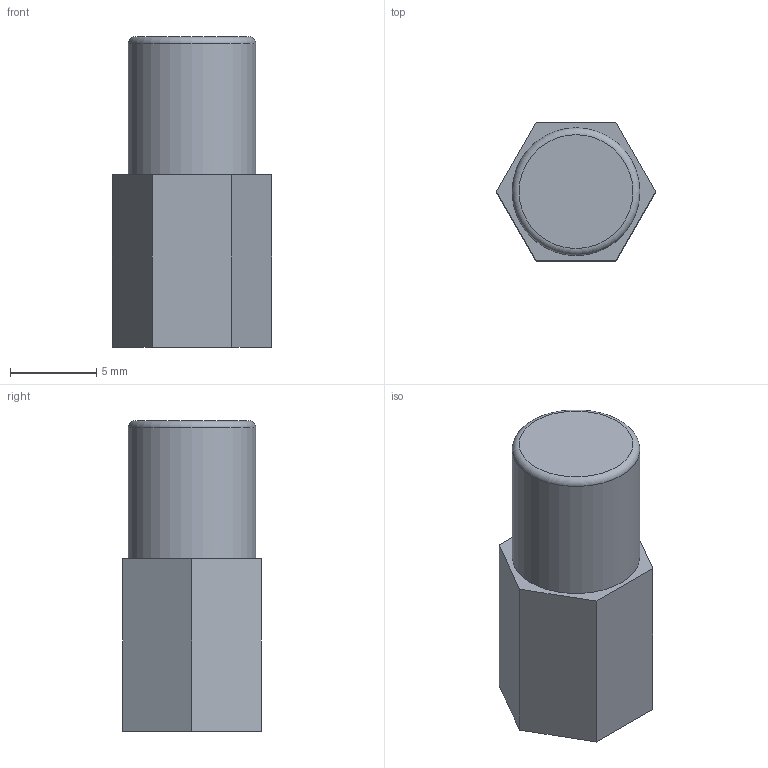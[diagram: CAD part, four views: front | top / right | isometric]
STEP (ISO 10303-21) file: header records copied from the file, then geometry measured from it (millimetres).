
FILE_DESCRIPTION(/* description */ (''),/* implementation_level */ '2;1');
FILE_NAME(/* name */ 'hex_shaft.stp',/* time_stamp */ '2024-07-05T12:57:07+05:30',/* author */ ('Pintu'),/* organization */ (''),/* preprocessor_version */ 'ST-DEVELOPER v20',/* originating_system */ 'Autodesk Inventor 2025',/* authorisation */ '');
FILE_SCHEMA (('AUTOMOTIVE_DESIGN { 1 0 10303 214 3 1 1 }'));
Length unit declared in the file: millimetre
Products named in the file (1): hex_shaft
Bounding box: 9.24 x 8 x 18 mm (x, y, z)
Volume: 897.5 mm3; surface area: 569.9 mm2
Topology: 1 solids, 1 shells, 11 faces, 23 edges, 15 vertices
Faces by surface type: plane 9, torus 1, cylinder 1
Full cylindrical faces by diameter (mm): 7.4 x1
Entity records: 336 total; most frequent: DIRECTION 51, CARTESIAN_POINT 50, ORIENTED_EDGE 46, EDGE_CURVE 23, LINE 19, VECTOR 19, AXIS2_PLACEMENT_3D 16, VERTEX_POINT 15
